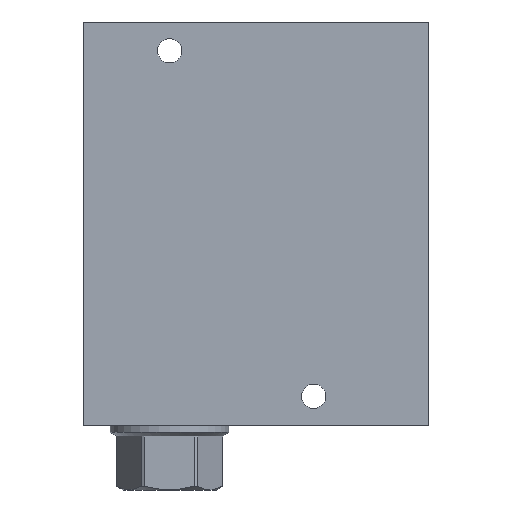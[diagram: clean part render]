
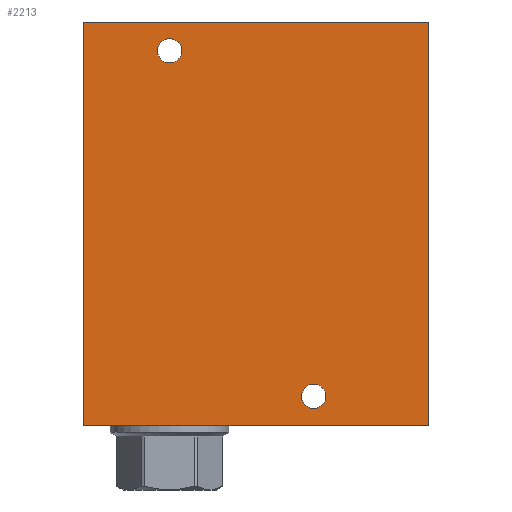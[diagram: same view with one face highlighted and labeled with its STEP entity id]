
A CAD part, front view. The second image highlights one B-rep face of the part: STEP entity #2213.
In plain terms, the highlighted planar face has unit normal (0, -1, 0).
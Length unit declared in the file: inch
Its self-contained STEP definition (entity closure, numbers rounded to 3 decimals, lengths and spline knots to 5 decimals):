
#5=DIRECTION('',(1.,0.,0.));
#6=VECTOR('',#5,6.);
#7=CARTESIAN_POINT('',(0.,-3.,0.));
#8=LINE('',#7,#6);
#75=DIRECTION('',(0.,0.,1.));
#76=VECTOR('',#75,7.);
#77=CARTESIAN_POINT('',(6.,-3.,0.));
#78=LINE('',#77,#76);
#99=DIRECTION('',(0.,0.,1.));
#100=VECTOR('',#99,7.);
#101=CARTESIAN_POINT('',(0.,-3.,0.));
#102=LINE('',#101,#100);
#103=CARTESIAN_POINT('',(1.5,-3.,6.5));
#104=DIRECTION('',(0.,-1.,0.));
#105=DIRECTION('',(-1.,0.,0.));
#106=AXIS2_PLACEMENT_3D('',#103,#104,#105);
#108=CARTESIAN_POINT('',(1.5,-3.,6.5));
#109=DIRECTION('',(0.,-1.,0.));
#110=DIRECTION('',(1.,0.,0.));
#111=AXIS2_PLACEMENT_3D('',#108,#109,#110);
#113=CARTESIAN_POINT('',(4.,-3.,0.5));
#114=DIRECTION('',(0.,-1.,0.));
#115=DIRECTION('',(-1.,0.,0.));
#116=AXIS2_PLACEMENT_3D('',#113,#114,#115);
#118=CARTESIAN_POINT('',(4.,-3.,0.5));
#119=DIRECTION('',(0.,-1.,0.));
#120=DIRECTION('',(1.,0.,0.));
#121=AXIS2_PLACEMENT_3D('',#118,#119,#120);
#135=DIRECTION('',(1.,0.,0.));
#136=VECTOR('',#135,6.);
#137=CARTESIAN_POINT('',(0.,-3.,7.));
#138=LINE('',#137,#136);
#1819=CARTESIAN_POINT('',(0.,-3.,0.));
#1821=VERTEX_POINT('',#1819);
#1822=CARTESIAN_POINT('',(6.,-3.,0.));
#1823=VERTEX_POINT('',#1822);
#1827=CARTESIAN_POINT('',(0.,-3.,7.));
#1829=VERTEX_POINT('',#1827);
#1830=CARTESIAN_POINT('',(6.,-3.,7.));
#1831=VERTEX_POINT('',#1830);
#1986=CARTESIAN_POINT('',(1.289,-3.,6.5));
#1987=CARTESIAN_POINT('',(1.711,-3.,6.5));
#1988=VERTEX_POINT('',#1986);
#1989=VERTEX_POINT('',#1987);
#1994=CARTESIAN_POINT('',(3.789,-3.,0.5));
#1995=CARTESIAN_POINT('',(4.211,-3.,0.5));
#1996=VERTEX_POINT('',#1994);
#1997=VERTEX_POINT('',#1995);
#2189=CARTESIAN_POINT('',(0.,-3.,0.));
#2190=DIRECTION('',(0.,-1.,0.));
#2191=DIRECTION('',(1.,0.,0.));
#2192=AXIS2_PLACEMENT_3D('',#2189,#2190,#2191);
#2193=PLANE('',#2192);
#2194=ORIENTED_EDGE('',*,*,#2095,.F.);
#2195=ORIENTED_EDGE('',*,*,#2120,.T.);
#2197=ORIENTED_EDGE('',*,*,#2196,.T.);
#2198=ORIENTED_EDGE('',*,*,#2169,.F.);
#2199=EDGE_LOOP('',(#2194,#2195,#2197,#2198));
#2200=FACE_OUTER_BOUND('',#2199,.F.);
#2202=ORIENTED_EDGE('',*,*,#2201,.T.);
#2204=ORIENTED_EDGE('',*,*,#2203,.T.);
#2205=EDGE_LOOP('',(#2202,#2204));
#2206=FACE_BOUND('',#2205,.F.);
#2208=ORIENTED_EDGE('',*,*,#2207,.T.);
#2210=ORIENTED_EDGE('',*,*,#2209,.T.);
#2211=EDGE_LOOP('',(#2208,#2210));
#2212=FACE_BOUND('',#2211,.F.);
#2213=ADVANCED_FACE('',(#2200,#2206,#2212),#2193,.T.);
#107=CIRCLE('',#106,0.211);
#112=CIRCLE('',#111,0.211);
#117=CIRCLE('',#116,0.211);
#122=CIRCLE('',#121,0.211);
#2095=EDGE_CURVE('',#1821,#1823,#8,.T.);
#2120=EDGE_CURVE('',#1821,#1829,#102,.T.);
#2169=EDGE_CURVE('',#1823,#1831,#78,.T.);
#2196=EDGE_CURVE('',#1829,#1831,#138,.T.);
#2201=EDGE_CURVE('',#1988,#1989,#107,.T.);
#2203=EDGE_CURVE('',#1989,#1988,#112,.T.);
#2207=EDGE_CURVE('',#1996,#1997,#117,.T.);
#2209=EDGE_CURVE('',#1997,#1996,#122,.T.);
